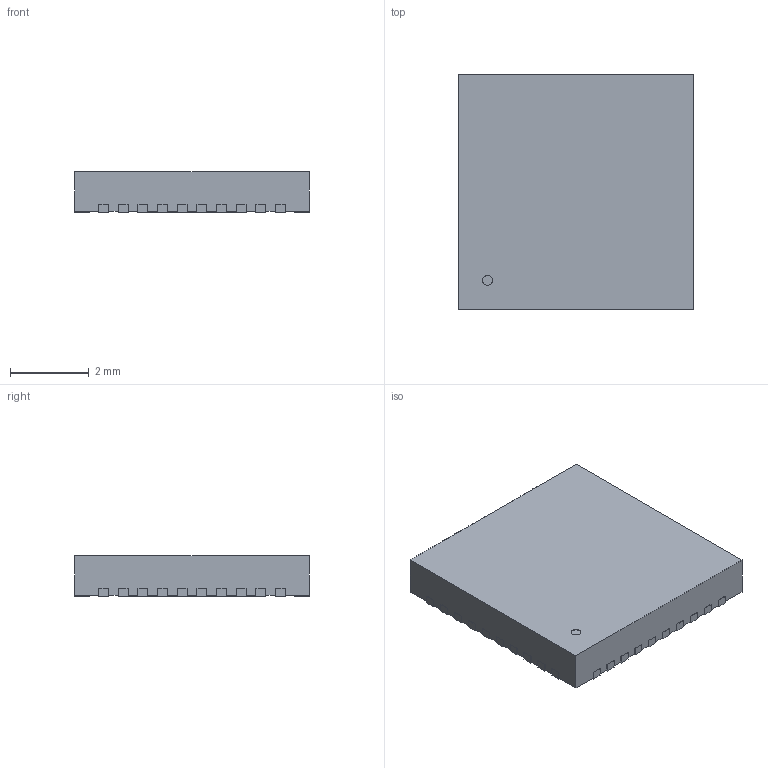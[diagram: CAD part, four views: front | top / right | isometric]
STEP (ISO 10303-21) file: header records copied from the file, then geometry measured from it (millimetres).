
FILE_DESCRIPTION(/* description */ ('model of VQFN-40-1EP_6x6mm_P0.5mm_EP3.52x2.62mm'),/* implementation_level */ '2;1');
FILE_NAME(/* name */ 'VQFN-40-1EP_6x6mm_P0.5mm_EP3.52x2.62mm.step',/* time_stamp */ '2023-05-11T23:40:22',/* author */ ('kicad StepUp','ksu'),/* organization */ ('FreeCAD'),/* preprocessor_version */ 'OCC',/* originating_system */ 'kicad StepUp',/* authorisation */ '');
FILE_SCHEMA(('AUTOMOTIVE_DESIGN { 1 0 10303 214 1 1 1 1 }'));
Length unit declared in the file: millimetre
Products named in the file (1): VQFN_40_1EP_6x6mm_P05mm_EP352x262mm
Bounding box: 6 x 6 x 1.02 mm (x, y, z)
Volume: 36 mm3; surface area: 97.2 mm2
Topology: 1 solids, 1 shells, 254 faces, 750 edges, 500 vertices
Faces by surface type: plane 213, cylinder 41
Full cylindrical faces by diameter (mm): 0.25 x1
Entity records: 8456 total; most frequent: CARTESIAN_POINT 1505, ORIENTED_EDGE 1500, DIRECTION 1342, EDGE_CURVE 750, LINE 668, VECTOR 668, VERTEX_POINT 500, AXIS2_PLACEMENT_3D 337
